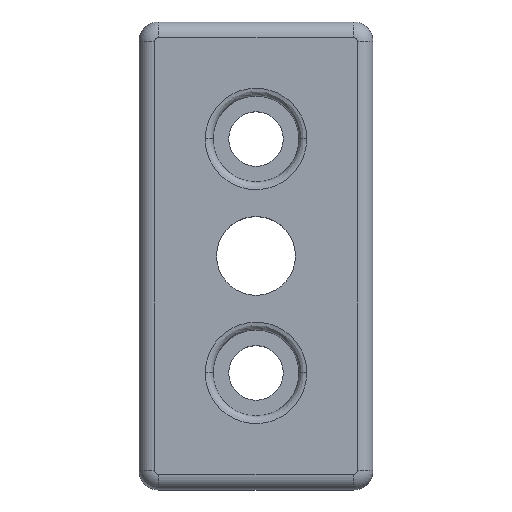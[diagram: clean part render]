
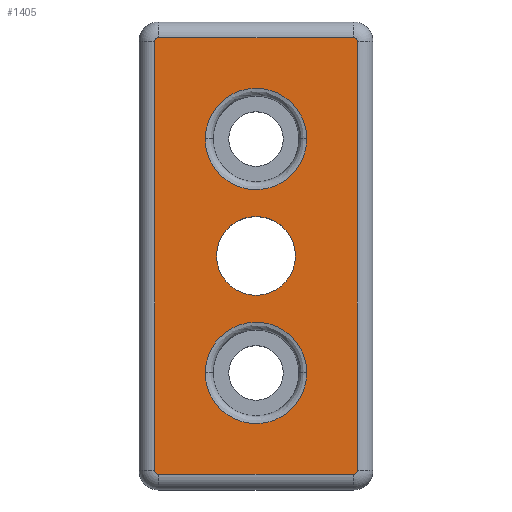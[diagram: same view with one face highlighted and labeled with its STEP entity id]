
A CAD part, top view. The second image highlights one B-rep face of the part: STEP entity #1405.
In plain terms, the highlighted planar face has unit normal (0, 0, 1).
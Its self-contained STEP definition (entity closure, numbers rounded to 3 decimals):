
#4 = EDGE_LOOP ( 'NONE', ( #742, #683 ) ) ;
#38 = AXIS2_PLACEMENT_3D ( 'NONE', #2685, #1522, #1789 ) ;
#150 = CARTESIAN_POINT ( 'NONE',  ( 6.5, 15., 12. ) ) ;
#176 = ORIENTED_EDGE ( 'NONE', *, *, #1083, .F. ) ;
#197 = VERTEX_POINT ( 'NONE', #3046 ) ;
#225 = DIRECTION ( 'NONE',  ( 0., 0., -1. ) ) ;
#227 = VECTOR ( 'NONE', #3571, 1000. ) ;
#271 = CARTESIAN_POINT ( 'NONE',  ( 6.5, 15., 12. ) ) ;
#284 = AXIS2_PLACEMENT_3D ( 'NONE', #1448, #1483, #3500 ) ;
#292 = VERTEX_POINT ( 'NONE', #3657 ) ;
#330 = CIRCLE ( 'NONE', #284, 0.5 ) ;
#363 = DIRECTION ( 'NONE',  ( 0., 0., -1. ) ) ;
#376 = ORIENTED_EDGE ( 'NONE', *, *, #3167, .F. ) ;
#390 = CARTESIAN_POINT ( 'NONE',  ( 6.5, -2., 12. ) ) ;
#395 = EDGE_CURVE ( 'NONE', #3640, #2882, #840, .T. ) ;
#406 = ORIENTED_EDGE ( 'NONE', *, *, #1692, .F. ) ;
#503 = VERTEX_POINT ( 'NONE', #150 ) ;
#510 = EDGE_CURVE ( 'NONE', #2337, #1647, #1587, .T. ) ;
#523 = CARTESIAN_POINT ( 'NONE',  ( 6.5, -28., 12. ) ) ;
#562 = FACE_BOUND ( 'NONE', #3508, .T. ) ;
#578 = DIRECTION ( 'NONE',  ( -1., 0., 0. ) ) ;
#640 = ORIENTED_EDGE ( 'NONE', *, *, #1890, .F. ) ;
#683 = ORIENTED_EDGE ( 'NONE', *, *, #2712, .T. ) ;
#742 = ORIENTED_EDGE ( 'NONE', *, *, #2589, .T. ) ;
#744 = AXIS2_PLACEMENT_3D ( 'NONE', #1466, #2315, #2332 ) ;
#756 = VECTOR ( 'NONE', #2382, 1000. ) ;
#768 = CARTESIAN_POINT ( 'NONE',  ( -12.5, 28., 12. ) ) ;
#774 = VECTOR ( 'NONE', #2260, 1000. ) ;
#795 = CARTESIAN_POINT ( 'NONE',  ( 5.053, 0., 12. ) ) ;
#813 = DIRECTION ( 'NONE',  ( -1., 0., 0. ) ) ;
#817 = CARTESIAN_POINT ( 'NONE',  ( 6.5, 2., 12. ) ) ;
#823 = VERTEX_POINT ( 'NONE', #3697 ) ;
#840 = LINE ( 'NONE', #3537, #756 ) ;
#1083 = EDGE_CURVE ( 'NONE', #1754, #1201, #3194, .T. ) ;
#1098 = FACE_BOUND ( 'NONE', #2484, .T. ) ;
#1099 = EDGE_LOOP ( 'NONE', ( #1221, #2705, #2764, #1892, #3653, #376, #3277, #3574 ) ) ;
#1146 = CARTESIAN_POINT ( 'NONE',  ( 6.5, -15., 12. ) ) ;
#1181 = EDGE_CURVE ( 'NONE', #503, #3702, #1733, .T. ) ;
#1201 = VERTEX_POINT ( 'NONE', #1146 ) ;
#1214 = CARTESIAN_POINT ( 'NONE',  ( -6.5, -15., 12. ) ) ;
#1219 = CARTESIAN_POINT ( 'NONE',  ( -12.5, 27.5, 12. ) ) ;
#1221 = ORIENTED_EDGE ( 'NONE', *, *, #2861, .F. ) ;
#1250 = EDGE_CURVE ( 'NONE', #3684, #292, #1542, .T. ) ;
#1312 =( BOUNDED_CURVE ( )  B_SPLINE_CURVE ( 3, ( #1477, #390, #1534, #1214 ),
 .UNSPECIFIED., .F., .T. ) 
 B_SPLINE_CURVE_WITH_KNOTS ( ( 4, 4 ),
 ( 0., 1. ),
 .UNSPECIFIED. ) 
 CURVE ( )  GEOMETRIC_REPRESENTATION_ITEM ( )  RATIONAL_B_SPLINE_CURVE ( ( 1., 0.333, 0.333, 1. ) ) 
 REPRESENTATION_ITEM ( '' )  );
#1328 = CARTESIAN_POINT ( 'NONE',  ( -6.5, -15., 12. ) ) ;
#1374 = EDGE_CURVE ( 'NONE', #1647, #1550, #330, .T. ) ;
#1387 = CIRCLE ( 'NONE', #744, 5.053 ) ;
#1405 = ADVANCED_FACE ( 'NONE', ( #2569, #1098, #562, #1932 ), #3479, .F. ) ;
#1420 = AXIS2_PLACEMENT_3D ( 'NONE', #1219, #363, #1538 ) ;
#1448 = CARTESIAN_POINT ( 'NONE',  ( -12.5, 27.5, 12. ) ) ;
#1466 = CARTESIAN_POINT ( 'NONE',  ( 0., 0., 12. ) ) ;
#1477 = CARTESIAN_POINT ( 'NONE',  ( 6.5, -15., 12. ) ) ;
#1483 = DIRECTION ( 'NONE',  ( 0., 0., -1. ) ) ;
#1504 = CARTESIAN_POINT ( 'NONE',  ( -13., -27.5, 12. ) ) ;
#1522 = DIRECTION ( 'NONE',  ( 0., 0., -1. ) ) ;
#1534 = CARTESIAN_POINT ( 'NONE',  ( -6.5, -2., 12. ) ) ;
#1538 = DIRECTION ( 'NONE',  ( -1., 0., 0. ) ) ;
#1542 = CIRCLE ( 'NONE', #1612, 0.5 ) ;
#1550 = VERTEX_POINT ( 'NONE', #768 ) ;
#1587 = LINE ( 'NONE', #2711, #3209 ) ;
#1612 = AXIS2_PLACEMENT_3D ( 'NONE', #3130, #1985, #578 ) ;
#1647 = VERTEX_POINT ( 'NONE', #3057 ) ;
#1673 = CARTESIAN_POINT ( 'NONE',  ( 12.5, -27.5, 12. ) ) ;
#1692 = EDGE_CURVE ( 'NONE', #3702, #503, #1779, .T. ) ;
#1733 =( BOUNDED_CURVE ( )  B_SPLINE_CURVE ( 3, ( #271, #3727, #2565, #1996 ),
 .UNSPECIFIED., .F., .F. ) 
 B_SPLINE_CURVE_WITH_KNOTS ( ( 4, 4 ),
 ( 0., 1. ),
 .UNSPECIFIED. ) 
 CURVE ( )  GEOMETRIC_REPRESENTATION_ITEM ( )  RATIONAL_B_SPLINE_CURVE ( ( 1., 0.333, 0.333, 1. ) ) 
 REPRESENTATION_ITEM ( '' )  );
#1754 = VERTEX_POINT ( 'NONE', #2959 ) ;
#1779 =( BOUNDED_CURVE ( )  B_SPLINE_CURVE ( 3, ( #1940, #2526, #817, #3687 ),
 .UNSPECIFIED., .F., .F. ) 
 B_SPLINE_CURVE_WITH_KNOTS ( ( 4, 4 ),
 ( 0., 1. ),
 .UNSPECIFIED. ) 
 CURVE ( )  GEOMETRIC_REPRESENTATION_ITEM ( )  RATIONAL_B_SPLINE_CURVE ( ( 1., 0.333, 0.333, 1. ) ) 
 REPRESENTATION_ITEM ( '' )  );
#1789 = DIRECTION ( 'NONE',  ( -1., 0., 0. ) ) ;
#1876 = DIRECTION ( 'NONE',  ( 0., 1., 0. ) ) ;
#1890 = EDGE_CURVE ( 'NONE', #1201, #1754, #1312, .T. ) ;
#1892 = ORIENTED_EDGE ( 'NONE', *, *, #3006, .F. ) ;
#1918 = CARTESIAN_POINT ( 'NONE',  ( 12.5, 28., 12. ) ) ;
#1932 = FACE_OUTER_BOUND ( 'NONE', #1099, .T. ) ;
#1940 = CARTESIAN_POINT ( 'NONE',  ( -6.5, 15., 12. ) ) ;
#1941 = CARTESIAN_POINT ( 'NONE',  ( -6.5, -28., 12. ) ) ;
#1972 = CARTESIAN_POINT ( 'NONE',  ( -6.5, 15., 12. ) ) ;
#1985 = DIRECTION ( 'NONE',  ( 0., 0., -1. ) ) ;
#1996 = CARTESIAN_POINT ( 'NONE',  ( -6.5, 15., 12. ) ) ;
#2128 = CARTESIAN_POINT ( 'NONE',  ( -12.5, -28., 12. ) ) ;
#2136 = CIRCLE ( 'NONE', #2628, 0.5 ) ;
#2154 = CARTESIAN_POINT ( 'NONE',  ( -12.5, 28., 12. ) ) ;
#2192 = CIRCLE ( 'NONE', #38, 5.053 ) ;
#2213 = CARTESIAN_POINT ( 'NONE',  ( 12.5, -28., 12. ) ) ;
#2260 = DIRECTION ( 'NONE',  ( 0., -1., 0. ) ) ;
#2315 = DIRECTION ( 'NONE',  ( 0., 0., -1. ) ) ;
#2332 = DIRECTION ( 'NONE',  ( -1., 0., 0. ) ) ;
#2337 = VERTEX_POINT ( 'NONE', #1504 ) ;
#2382 = DIRECTION ( 'NONE',  ( -1., 0., 0. ) ) ;
#2452 = CIRCLE ( 'NONE', #2843, 0.5 ) ;
#2484 = EDGE_LOOP ( 'NONE', ( #176, #640 ) ) ;
#2500 = CARTESIAN_POINT ( 'NONE',  ( 6.5, -15., 12. ) ) ;
#2517 = EDGE_CURVE ( 'NONE', #292, #823, #2732, .T. ) ;
#2526 = CARTESIAN_POINT ( 'NONE',  ( -6.5, 2., 12. ) ) ;
#2565 = CARTESIAN_POINT ( 'NONE',  ( -6.5, 28., 12. ) ) ;
#2569 = FACE_BOUND ( 'NONE', #4, .T. ) ;
#2589 = EDGE_CURVE ( 'NONE', #197, #2963, #1387, .T. ) ;
#2628 = AXIS2_PLACEMENT_3D ( 'NONE', #1673, #3719, #3134 ) ;
#2685 = CARTESIAN_POINT ( 'NONE',  ( 0., 0., 12. ) ) ;
#2705 = ORIENTED_EDGE ( 'NONE', *, *, #1374, .F. ) ;
#2711 = CARTESIAN_POINT ( 'NONE',  ( -13., 27.5, 12. ) ) ;
#2712 = EDGE_CURVE ( 'NONE', #2963, #197, #2192, .T. ) ;
#2732 = LINE ( 'NONE', #3384, #774 ) ;
#2764 = ORIENTED_EDGE ( 'NONE', *, *, #510, .F. ) ;
#2772 = CARTESIAN_POINT ( 'NONE',  ( -12.5, -27.5, 12. ) ) ;
#2843 = AXIS2_PLACEMENT_3D ( 'NONE', #2772, #225, #813 ) ;
#2861 = EDGE_CURVE ( 'NONE', #1550, #3684, #3552, .T. ) ;
#2882 = VERTEX_POINT ( 'NONE', #2128 ) ;
#2959 = CARTESIAN_POINT ( 'NONE',  ( -6.5, -15., 12. ) ) ;
#2963 = VERTEX_POINT ( 'NONE', #795 ) ;
#3006 = EDGE_CURVE ( 'NONE', #2882, #2337, #2452, .T. ) ;
#3017 = ORIENTED_EDGE ( 'NONE', *, *, #1181, .F. ) ;
#3046 = CARTESIAN_POINT ( 'NONE',  ( -5.053, 0., 12. ) ) ;
#3057 = CARTESIAN_POINT ( 'NONE',  ( -13., 27.5, 12. ) ) ;
#3130 = CARTESIAN_POINT ( 'NONE',  ( 12.5, 27.5, 12. ) ) ;
#3134 = DIRECTION ( 'NONE',  ( -1., 0., 0. ) ) ;
#3167 = EDGE_CURVE ( 'NONE', #823, #3640, #2136, .T. ) ;
#3194 =( BOUNDED_CURVE ( )  B_SPLINE_CURVE ( 3, ( #1328, #1941, #523, #2500 ),
 .UNSPECIFIED., .F., .F. ) 
 B_SPLINE_CURVE_WITH_KNOTS ( ( 4, 4 ),
 ( 0., 1. ),
 .UNSPECIFIED. ) 
 CURVE ( )  GEOMETRIC_REPRESENTATION_ITEM ( )  RATIONAL_B_SPLINE_CURVE ( ( 1., 0.333, 0.333, 1. ) ) 
 REPRESENTATION_ITEM ( '' )  );
#3209 = VECTOR ( 'NONE', #1876, 1000. ) ;
#3277 = ORIENTED_EDGE ( 'NONE', *, *, #2517, .F. ) ;
#3384 = CARTESIAN_POINT ( 'NONE',  ( 13., 27.5, 12. ) ) ;
#3479 = PLANE ( 'NONE',  #1420 ) ;
#3500 = DIRECTION ( 'NONE',  ( -1., 0., 0. ) ) ;
#3508 = EDGE_LOOP ( 'NONE', ( #406, #3017 ) ) ;
#3537 = CARTESIAN_POINT ( 'NONE',  ( -12.5, -28., 12. ) ) ;
#3552 = LINE ( 'NONE', #2154, #227 ) ;
#3571 = DIRECTION ( 'NONE',  ( 1., 0., 0. ) ) ;
#3574 = ORIENTED_EDGE ( 'NONE', *, *, #1250, .F. ) ;
#3640 = VERTEX_POINT ( 'NONE', #2213 ) ;
#3653 = ORIENTED_EDGE ( 'NONE', *, *, #395, .F. ) ;
#3657 = CARTESIAN_POINT ( 'NONE',  ( 13., 27.5, 12. ) ) ;
#3684 = VERTEX_POINT ( 'NONE', #1918 ) ;
#3687 = CARTESIAN_POINT ( 'NONE',  ( 6.5, 15., 12. ) ) ;
#3697 = CARTESIAN_POINT ( 'NONE',  ( 13., -27.5, 12. ) ) ;
#3702 = VERTEX_POINT ( 'NONE', #1972 ) ;
#3719 = DIRECTION ( 'NONE',  ( 0., 0., -1. ) ) ;
#3727 = CARTESIAN_POINT ( 'NONE',  ( 6.5, 28., 12. ) ) ;
